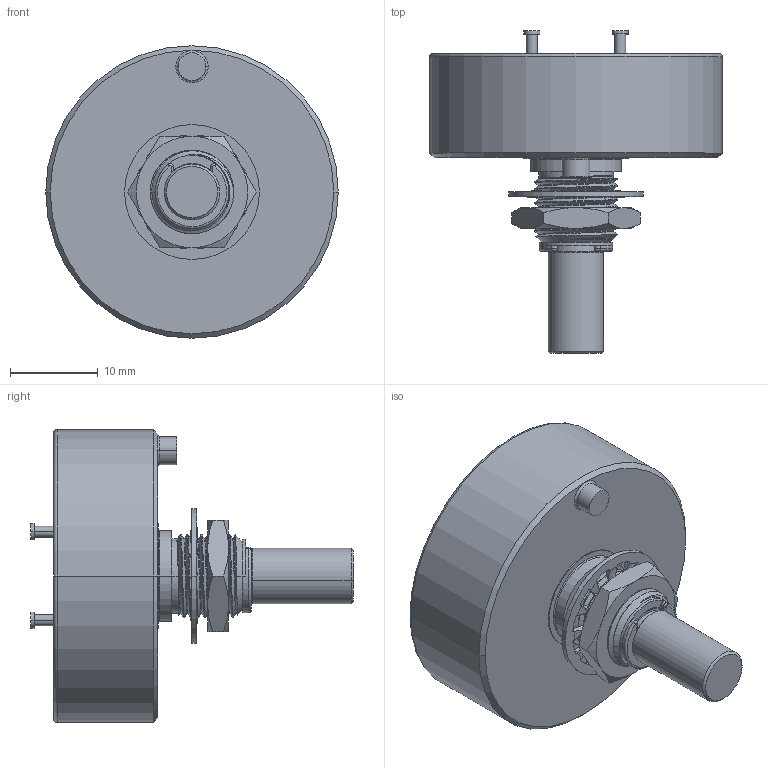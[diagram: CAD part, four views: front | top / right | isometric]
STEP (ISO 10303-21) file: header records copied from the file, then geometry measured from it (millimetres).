
FILE_DESCRIPTION((''),'2;1');
FILE_NAME('3381_SW0003','2013-07-30T',('BMozley'),(''),'PRO/ENGINEER BY PARAMETRIC TECHNOLOGY CORPORATION, 2013150','PRO/ENGINEER BY PARAMETRIC TECHNOLOGY CORPORATION, 2013150','');
FILE_SCHEMA(('CONFIG_CONTROL_DESIGN'));
Length unit declared in the file: inch
Products named in the file (1): 3381_SW0003
Bounding box: 33.32 x 36.75 x 33.32 mm (x, y, z)
Volume: 11203.9 mm3; surface area: 4860.3 mm2
Topology: 1 solids, 1 shells, 479 faces, 1380 edges, 896 vertices
Faces by surface type: plane 150, cylinder 132, extrusion 104, bspline 59, cone 25, torus 9
Entity records: 27481 total; most frequent: CARTESIAN_POINT 15708, ORIENTED_EDGE 2760, DIRECTION 1889, EDGE_CURVE 1380, VERTEX_POINT 896, VECTOR 743, LINE 639, B_SPLINE_CURVE_WITH_KNOTS 588
